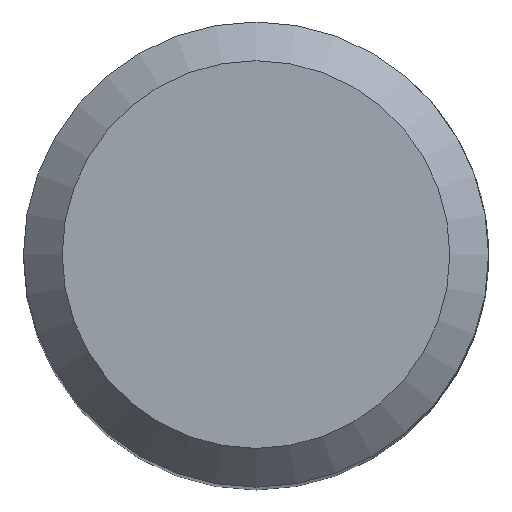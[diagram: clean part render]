
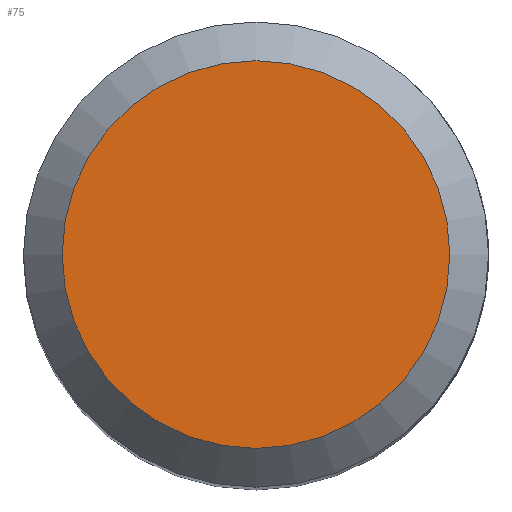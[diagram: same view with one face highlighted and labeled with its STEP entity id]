
A CAD part, top view. The second image highlights one B-rep face of the part: STEP entity #75.
In plain terms, the highlighted planar face has unit normal (0, 0, 1).
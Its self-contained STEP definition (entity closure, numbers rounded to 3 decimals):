
#16=PLANE('',#87);
#28=FACE_OUTER_BOUND('',#38,.T.);
#38=EDGE_LOOP('',(#65));
#43=CIRCLE('',#86,5.);
#49=VERTEX_POINT('',#177);
#55=EDGE_CURVE('',#49,#49,#43,.T.);
#65=ORIENTED_EDGE('',*,*,#55,.F.);
#75=ADVANCED_FACE('',(#28),#16,.T.);
#86=AXIS2_PLACEMENT_3D('',#178,#105,#106);
#87=AXIS2_PLACEMENT_3D('',#179,#107,#108);
#105=DIRECTION('center_axis',(0.,0.,-1.));
#106=DIRECTION('ref_axis',(0.,-1.,0.));
#107=DIRECTION('center_axis',(0.,0.,1.));
#108=DIRECTION('ref_axis',(1.,0.,0.));
#177=CARTESIAN_POINT('',(0.,5.,0.));
#178=CARTESIAN_POINT('Origin',(0.,0.,0.));
#179=CARTESIAN_POINT('Origin',(0.,3.,0.));
